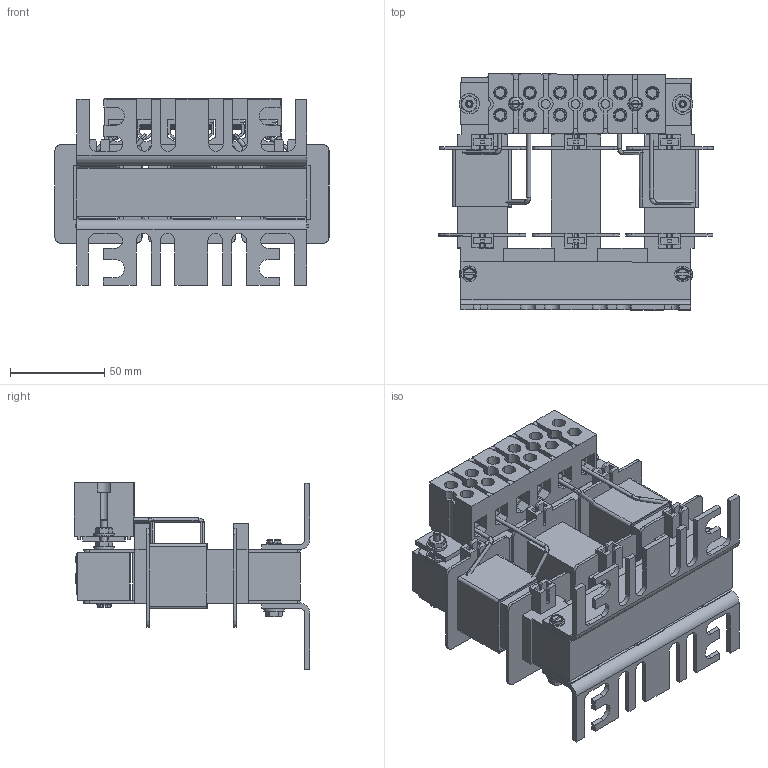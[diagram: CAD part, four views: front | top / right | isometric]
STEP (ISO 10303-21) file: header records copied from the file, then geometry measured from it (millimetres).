
FILE_DESCRIPTION (( 'STEP AP214' ), '1' );
FILE_NAME ('LR-11P0-1PH LR-22P0-1PH LR-23P0-1PH CoordFix.STEP', '2020-01-16T01:15:08', ( '' ), ( '' ), 'SwSTEP 2.0', 'SolidWorks 2017', '' );
FILE_SCHEMA (( 'AUTOMOTIVE_DESIGN' ));
Length unit declared in the file: inch
Products named in the file (1): LR-11P0-1PH LR-22P0-1PH LR-23P0-1PH CoordFix
Bounding box: 145.69 x 125.33 x 99.21 mm (x, y, z)
Volume: 459768.2 mm3; surface area: 238561.4 mm2
Topology: 48 solids, 48 shells, 2839 faces, 7767 edges, 5097 vertices
Faces by surface type: plane 1572, cylinder 902, cone 195, bspline 170
Entity records: 113187 total; most frequent: CARTESIAN_POINT 44281, ORIENTED_EDGE 15534, DIRECTION 12600, EDGE_CURVE 7767, VERTEX_POINT 5097, LINE 4616, VECTOR 4616, AXIS2_PLACEMENT_3D 3992
